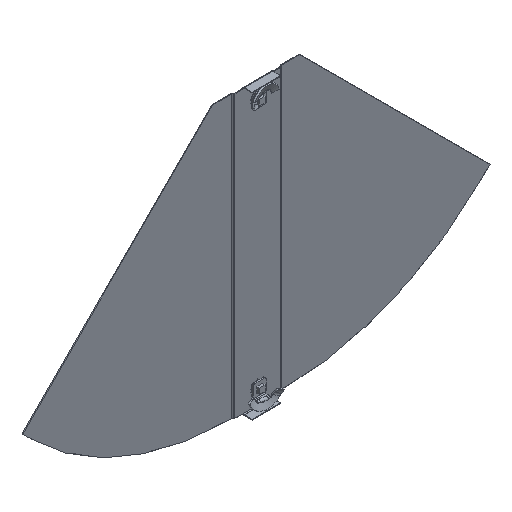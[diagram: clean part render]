
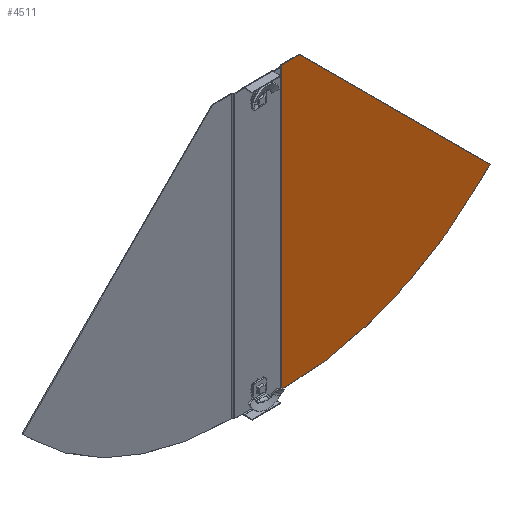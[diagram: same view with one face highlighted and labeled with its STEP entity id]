
A CAD part, isometric view. The second image highlights one B-rep face of the part: STEP entity #4511.
In plain terms, the highlighted planar face has unit normal (0, -1, 0).
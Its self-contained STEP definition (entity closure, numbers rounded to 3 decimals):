
#143 = CARTESIAN_POINT ( 'NONE',  ( 34.835, -1., -1. ) ) ;
#382 = LINE ( 'NONE', #4496, #4118 ) ;
#490 = ORIENTED_EDGE ( 'NONE', *, *, #5303, .T. ) ;
#531 = DIRECTION ( 'NONE',  ( 0., 1., 0. ) ) ;
#544 = DIRECTION ( 'NONE',  ( 0., 0., 1. ) ) ;
#924 = VERTEX_POINT ( 'NONE', #4920 ) ;
#983 = CARTESIAN_POINT ( 'NONE',  ( 328.199, -1., -266.999 ) ) ;
#1033 = CARTESIAN_POINT ( 'NONE',  ( 61.2, -1., 0. ) ) ;
#1131 = ORIENTED_EDGE ( 'NONE', *, *, #2616, .F. ) ;
#1140 = CARTESIAN_POINT ( 'NONE',  ( 34.835, -1., 0. ) ) ;
#1281 = DIRECTION ( 'NONE',  ( 0., -1., 0. ) ) ;
#1423 = CARTESIAN_POINT ( 'NONE',  ( 328.199, -1., -266.999 ) ) ;
#1460 = ORIENTED_EDGE ( 'NONE', *, *, #2912, .T. ) ;
#1625 = ORIENTED_EDGE ( 'NONE', *, *, #4472, .T. ) ;
#1894 = VECTOR ( 'NONE', #3655, 1000. ) ;
#1920 = LINE ( 'NONE', #4957, #4747 ) ;
#1982 = VECTOR ( 'NONE', #5731, 1000. ) ;
#2268 = VECTOR ( 'NONE', #544, 1000. ) ;
#2435 = DIRECTION ( 'NONE',  ( 0.707, 0., 0.707 ) ) ;
#2447 = EDGE_CURVE ( 'NONE', #6141, #5888, #382, .T. ) ;
#2569 = LINE ( 'NONE', #983, #1894 ) ;
#2579 = ORIENTED_EDGE ( 'NONE', *, *, #2447, .T. ) ;
#2616 = EDGE_CURVE ( 'NONE', #924, #6553, #3750, .T. ) ;
#2785 = EDGE_CURVE ( 'NONE', #3666, #6141, #6038, .T. ) ;
#2912 = EDGE_CURVE ( 'NONE', #924, #3666, #1920, .T. ) ;
#3194 = CARTESIAN_POINT ( 'NONE',  ( 37., -1., -1. ) ) ;
#3268 = EDGE_LOOP ( 'NONE', ( #1460, #5316, #2579, #490, #1625, #1131 ) ) ;
#3601 = DIRECTION ( 'NONE',  ( 0., 0., 1. ) ) ;
#3655 = DIRECTION ( 'NONE',  ( -0.707, 0., 0.707 ) ) ;
#3666 = VERTEX_POINT ( 'NONE', #5454 ) ;
#3750 = LINE ( 'NONE', #143, #2268 ) ;
#4118 = VECTOR ( 'NONE', #2435, 1000. ) ;
#4305 = VERTEX_POINT ( 'NONE', #4419 ) ;
#4419 = CARTESIAN_POINT ( 'NONE',  ( 61.2, -1., 0. ) ) ;
#4472 = EDGE_CURVE ( 'NONE', #4305, #6553, #6313, .T. ) ;
#4496 = CARTESIAN_POINT ( 'NONE',  ( 314.835, -1., -280.363 ) ) ;
#4511 = ADVANCED_FACE ( 'NONE', ( #5663 ), #5223, .F. ) ;
#4653 = AXIS2_PLACEMENT_3D ( 'NONE', #5438, #1281, #4929 ) ;
#4747 = VECTOR ( 'NONE', #5502, 1000. ) ;
#4920 = CARTESIAN_POINT ( 'NONE',  ( 34.835, -1., -395. ) ) ;
#4929 = DIRECTION ( 'NONE',  ( 0., 0., 1. ) ) ;
#4957 = CARTESIAN_POINT ( 'NONE',  ( 0., -1., -395. ) ) ;
#5223 = PLANE ( 'NONE',  #5759 ) ;
#5303 = EDGE_CURVE ( 'NONE', #5888, #4305, #2569, .T. ) ;
#5316 = ORIENTED_EDGE ( 'NONE', *, *, #2785, .T. ) ;
#5438 = CARTESIAN_POINT ( 'NONE',  ( 37., -1., -1. ) ) ;
#5454 = CARTESIAN_POINT ( 'NONE',  ( 37., -1., -395. ) ) ;
#5502 = DIRECTION ( 'NONE',  ( 1., 0., 0. ) ) ;
#5663 = FACE_OUTER_BOUND ( 'NONE', #3268, .T. ) ;
#5731 = DIRECTION ( 'NONE',  ( -1., 0., 0. ) ) ;
#5759 = AXIS2_PLACEMENT_3D ( 'NONE', #3194, #531, #3601 ) ;
#5806 = CARTESIAN_POINT ( 'NONE',  ( 314.835, -1., -280.363 ) ) ;
#5888 = VERTEX_POINT ( 'NONE', #1423 ) ;
#6038 = CIRCLE ( 'NONE', #4653, 394. ) ;
#6141 = VERTEX_POINT ( 'NONE', #5806 ) ;
#6313 = LINE ( 'NONE', #1033, #1982 ) ;
#6553 = VERTEX_POINT ( 'NONE', #1140 ) ;
